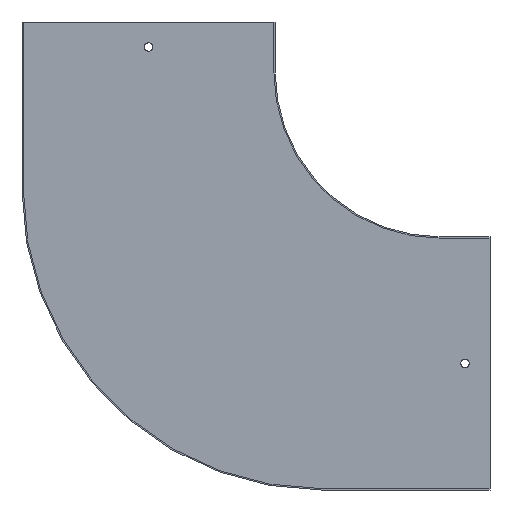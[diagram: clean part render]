
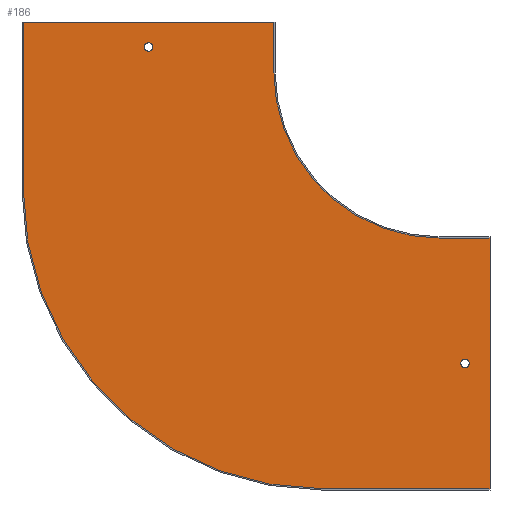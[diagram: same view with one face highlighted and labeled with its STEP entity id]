
A CAD part, front view. The second image highlights one B-rep face of the part: STEP entity #186.
In plain terms, the highlighted planar face has unit normal (0, -1, 0).
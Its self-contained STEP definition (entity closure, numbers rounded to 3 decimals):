
#10 = ORIENTED_EDGE ( 'NONE', *, *, #328, .F. ) ;
#26 = EDGE_LOOP ( 'NONE', ( #102, #10, #66, #43, #42, #41, #38, #37 ) ) ;
#37 = ORIENTED_EDGE ( 'NONE', *, *, #376, .F. ) ;
#38 = ORIENTED_EDGE ( 'NONE', *, *, #392, .F. ) ;
#41 = ORIENTED_EDGE ( 'NONE', *, *, #390, .F. ) ;
#42 = ORIENTED_EDGE ( 'NONE', *, *, #340, .F. ) ;
#43 = ORIENTED_EDGE ( 'NONE', *, *, #389, .F. ) ;
#60 = ORIENTED_EDGE ( 'NONE', *, *, #334, .F. ) ;
#66 = ORIENTED_EDGE ( 'NONE', *, *, #365, .F. ) ;
#102 = ORIENTED_EDGE ( 'NONE', *, *, #382, .F. ) ;
#104 = ORIENTED_EDGE ( 'NONE', *, *, #374, .F. ) ;
#114 = LINE ( 'NONE', #290, #115 ) ;
#115 = VECTOR ( 'NONE', #289, 1000. ) ;
#125 = CIRCLE ( 'NONE', #322, 2.5 ) ;
#131 = LINE ( 'NONE', #681, #138 ) ;
#138 = VECTOR ( 'NONE', #671, 1000. ) ;
#171 = LINE ( 'NONE', #697, #173 ) ;
#172 = CIRCLE ( 'NONE', #369, 99.8 ) ;
#173 = VECTOR ( 'NONE', #686, 1000. ) ;
#174 = CIRCLE ( 'NONE', #393, 2.5 ) ;
#186 = ADVANCED_FACE ( 'NONE', ( #448, #452, #449 ), #305, .F. ) ;
#258 = CARTESIAN_POINT ( 'NONE',  ( 104., 0., -101. ) ) ;
#289 = DIRECTION ( 'NONE',  ( 1., 0., 0. ) ) ;
#290 = CARTESIAN_POINT ( 'NONE',  ( -76., 0., 0. ) ) ;
#303 = DIRECTION ( 'NONE',  ( 0., 0., 1. ) ) ;
#304 = DIRECTION ( 'NONE',  ( 0., 1., 0. ) ) ;
#305 = PLANE ( 'NONE',  #324 ) ;
#322 = AXIS2_PLACEMENT_3D ( 'NONE', #568, #569, #578 ) ;
#324 = AXIS2_PLACEMENT_3D ( 'NONE', #258, #304, #303 ) ;
#328 = EDGE_CURVE ( 'NONE', #421, #423, #114, .T. ) ;
#334 = EDGE_CURVE ( 'NONE', #511, #511, #125, .T. ) ;
#340 = EDGE_CURVE ( 'NONE', #418, #425, #131, .T. ) ;
#365 = EDGE_CURVE ( 'NONE', #422, #421, #171, .T. ) ;
#369 = AXIS2_PLACEMENT_3D ( 'NONE', #663, #662, #661 ) ;
#373 = AXIS2_PLACEMENT_3D ( 'NONE', #621, #620, #619 ) ;
#374 = EDGE_CURVE ( 'NONE', #508, #508, #174, .T. ) ;
#376 = EDGE_CURVE ( 'NONE', #416, #426, #172, .T. ) ;
#382 = EDGE_CURVE ( 'NONE', #423, #416, #489, .T. ) ;
#389 = EDGE_CURVE ( 'NONE', #425, #422, #500, .T. ) ;
#390 = EDGE_CURVE ( 'NONE', #427, #418, #502, .T. ) ;
#392 = EDGE_CURVE ( 'NONE', #426, #427, #505, .T. ) ;
#393 = AXIS2_PLACEMENT_3D ( 'NONE', #674, #673, #672 ) ;
#408 = EDGE_LOOP ( 'NONE', ( #60 ) ) ;
#409 = EDGE_LOOP ( 'NONE', ( #104 ) ) ;
#416 = VERTEX_POINT ( 'NONE', #618 ) ;
#418 = VERTEX_POINT ( 'NONE', #608 ) ;
#421 = VERTEX_POINT ( 'NONE', #611 ) ;
#422 = VERTEX_POINT ( 'NONE', #604 ) ;
#423 = VERTEX_POINT ( 'NONE', #616 ) ;
#425 = VERTEX_POINT ( 'NONE', #602 ) ;
#426 = VERTEX_POINT ( 'NONE', #601 ) ;
#427 = VERTEX_POINT ( 'NONE', #600 ) ;
#448 = FACE_BOUND ( 'NONE', #409, .T. ) ;
#449 = FACE_OUTER_BOUND ( 'NONE', #26, .T. ) ;
#452 = FACE_BOUND ( 'NONE', #408, .T. ) ;
#489 = LINE ( 'NONE', #644, #490 ) ;
#490 = VECTOR ( 'NONE', #643, 1000. ) ;
#500 = CIRCLE ( 'NONE', #373, 179.2 ) ;
#502 = LINE ( 'NONE', #641, #504 ) ;
#504 = VECTOR ( 'NONE', #642, 1000. ) ;
#505 = LINE ( 'NONE', #623, #506 ) ;
#506 = VECTOR ( 'NONE', #622, 1000. ) ;
#508 = VERTEX_POINT ( 'NONE', #574 ) ;
#511 = VERTEX_POINT ( 'NONE', #572 ) ;
#568 = CARTESIAN_POINT ( 'NONE',  ( 0., 0., -15. ) ) ;
#569 = DIRECTION ( 'NONE',  ( 0., -1., 0. ) ) ;
#572 = CARTESIAN_POINT ( 'NONE',  ( 0., 0., -17.5 ) ) ;
#574 = CARTESIAN_POINT ( 'NONE',  ( 190., 0., -207.5 ) ) ;
#578 = DIRECTION ( 'NONE',  ( 0., 0., -1. ) ) ;
#600 = CARTESIAN_POINT ( 'NONE',  ( 205., 0., -129.8 ) ) ;
#601 = CARTESIAN_POINT ( 'NONE',  ( 175., 0., -129.8 ) ) ;
#602 = CARTESIAN_POINT ( 'NONE',  ( 104., 0., -280.2 ) ) ;
#604 = CARTESIAN_POINT ( 'NONE',  ( -75.2, 0., -101. ) ) ;
#608 = CARTESIAN_POINT ( 'NONE',  ( 205., 0., -280.2 ) ) ;
#611 = CARTESIAN_POINT ( 'NONE',  ( -75.2, 0., 0. ) ) ;
#616 = CARTESIAN_POINT ( 'NONE',  ( 75.2, 0., 0. ) ) ;
#618 = CARTESIAN_POINT ( 'NONE',  ( 75.2, 0., -30. ) ) ;
#619 = DIRECTION ( 'NONE',  ( 0., 0., 1. ) ) ;
#620 = DIRECTION ( 'NONE',  ( 0., 1., 0. ) ) ;
#621 = CARTESIAN_POINT ( 'NONE',  ( 104., 0., -101. ) ) ;
#622 = DIRECTION ( 'NONE',  ( 1., 0., 0. ) ) ;
#623 = CARTESIAN_POINT ( 'NONE',  ( 104., 0., -129.8 ) ) ;
#641 = CARTESIAN_POINT ( 'NONE',  ( 205., 0., -281. ) ) ;
#642 = DIRECTION ( 'NONE',  ( 0., 0., -1. ) ) ;
#643 = DIRECTION ( 'NONE',  ( 0., 0., -1. ) ) ;
#644 = CARTESIAN_POINT ( 'NONE',  ( 75.2, 0., -101. ) ) ;
#661 = DIRECTION ( 'NONE',  ( 0., 0., 1. ) ) ;
#662 = DIRECTION ( 'NONE',  ( 0., -1., 0. ) ) ;
#663 = CARTESIAN_POINT ( 'NONE',  ( 175., 0., -30. ) ) ;
#671 = DIRECTION ( 'NONE',  ( -1., 0., 0. ) ) ;
#672 = DIRECTION ( 'NONE',  ( 0., 0., -1. ) ) ;
#673 = DIRECTION ( 'NONE',  ( 0., -1., 0. ) ) ;
#674 = CARTESIAN_POINT ( 'NONE',  ( 190., 0., -205. ) ) ;
#681 = CARTESIAN_POINT ( 'NONE',  ( 104., 0., -280.2 ) ) ;
#686 = DIRECTION ( 'NONE',  ( 0., 0., 1. ) ) ;
#697 = CARTESIAN_POINT ( 'NONE',  ( -75.2, 0., -101. ) ) ;
